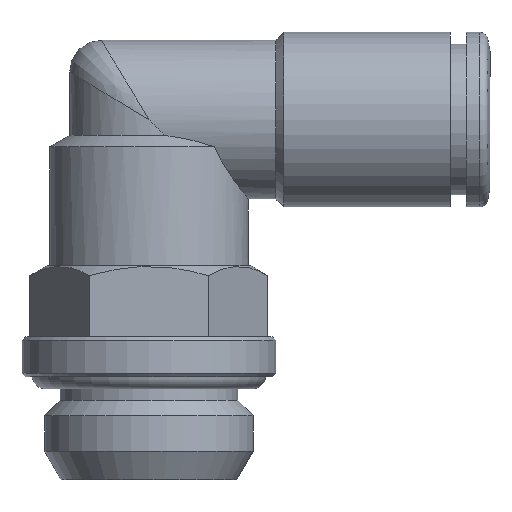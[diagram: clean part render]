
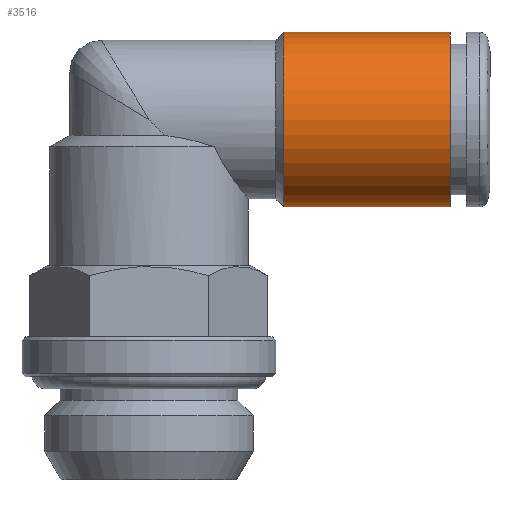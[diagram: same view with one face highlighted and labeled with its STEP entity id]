
A CAD part, front view. The second image highlights one B-rep face of the part: STEP entity #3516.
In plain terms, the highlighted cylindrical face has radius 5.5 mm (diameter 11 mm), a full revolution.
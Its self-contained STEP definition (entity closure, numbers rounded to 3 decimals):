
#724=ORIENTED_EDGE('',*,*,#962,.T.);
#725=ORIENTED_EDGE('',*,*,#963,.F.);
#809=CIRCLE('',#3427,5.5);
#810=CIRCLE('',#3429,5.5);
#880=VERTEX_POINT('',#2802);
#881=VERTEX_POINT('',#2805);
#962=EDGE_CURVE('',#880,#880,#809,.T.);
#963=EDGE_CURVE('',#881,#881,#810,.T.);
#1082=EDGE_LOOP('',(#724));
#1083=EDGE_LOOP('',(#725));
#1209=FACE_BOUND('',#1082,.T.);
#1210=FACE_BOUND('',#1083,.T.);
#1252=CYLINDRICAL_SURFACE('',#3428,5.5);
#1885=DIRECTION('',(0.,1.,0.));
#1886=DIRECTION('',(-5.5,0.,0.));
#1887=DIRECTION('',(0.,-1.,0.));
#1888=DIRECTION('',(-1.,0.,0.));
#1889=DIRECTION('',(0.,1.,0.));
#1890=DIRECTION('',(-5.5,0.,0.));
#2802=CARTESIAN_POINT('',(-14.763,-23.906,0.));
#2803=CARTESIAN_POINT('',(-9.263,-23.906,0.));
#2804=CARTESIAN_POINT('',(-9.263,-13.406,0.));
#2805=CARTESIAN_POINT('',(-14.763,-13.406,0.));
#2806=CARTESIAN_POINT('',(-9.263,-13.406,0.));
#3427=AXIS2_PLACEMENT_3D('',#2803,#1885,#1886);
#3428=AXIS2_PLACEMENT_3D('',#2804,#1887,#1888);
#3429=AXIS2_PLACEMENT_3D('',#2806,#1889,#1890);
#3516=ADVANCED_FACE('',(#1209,#1210),#1252,.T.);
